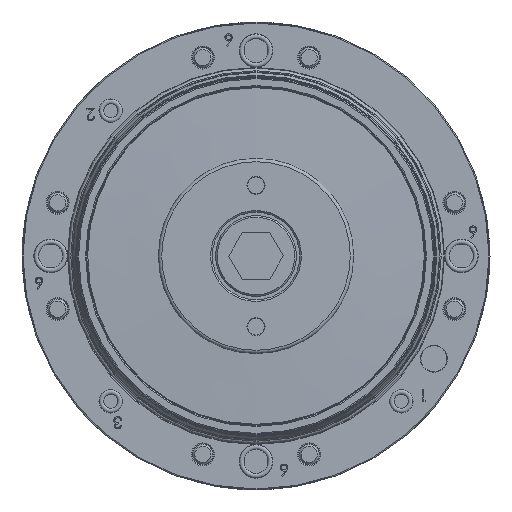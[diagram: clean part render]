
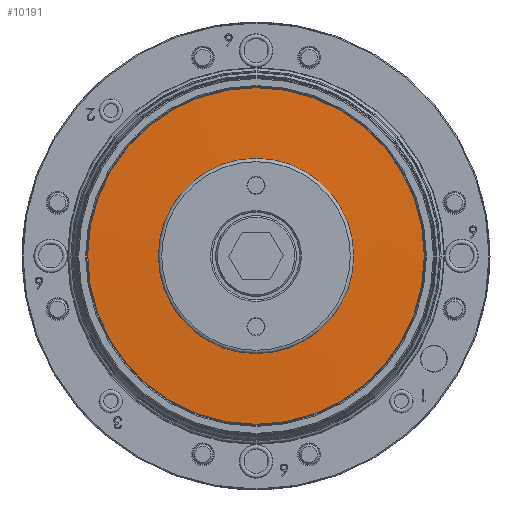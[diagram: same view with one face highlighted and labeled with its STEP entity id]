
A CAD part, front view. The second image highlights one B-rep face of the part: STEP entity #10191.
In plain terms, the highlighted conical face has half-angle 87.853 degrees and reference radius 50 mm.
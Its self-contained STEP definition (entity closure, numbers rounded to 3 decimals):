
#1782 = DIRECTION ( 'NONE',  ( 0., 1., 0. ) ) ;
#2336 = DIRECTION ( 'NONE',  ( 0., -1., 0. ) ) ;
#4424 = FACE_OUTER_BOUND ( 'NONE', #24536, .T. ) ;
#5574 = EDGE_CURVE ( 'NONE', #18129, #18129, #16020, .T. ) ;
#6655 = CIRCLE ( 'NONE', #25749, 27.965 ) ;
#7161 = AXIS2_PLACEMENT_3D ( 'NONE', #8630, #2336, #11217 ) ;
#7725 = ORIENTED_EDGE ( 'NONE', *, *, #5574, .T. ) ;
#8630 = CARTESIAN_POINT ( 'NONE',  ( 0., -81.387, 0. ) ) ;
#10191 = ADVANCED_FACE ( 'NONE', ( #4424, #22239 ), #10222, .T. ) ;
#10222 = CONICAL_SURFACE ( 'NONE', #26516, 50., 1.533 ) ;
#11217 = DIRECTION ( 'NONE',  ( -0.637, 0., 0.771 ) ) ;
#11728 = CARTESIAN_POINT ( 'NONE',  ( 0., -82.213, 27.965 ) ) ;
#13065 = CARTESIAN_POINT ( 'NONE',  ( 0., -81.387, 0. ) ) ;
#13506 = ORIENTED_EDGE ( 'NONE', *, *, #22523, .T. ) ;
#13646 = VERTEX_POINT ( 'NONE', #11728 ) ;
#16020 = CIRCLE ( 'NONE', #7161, 50. ) ;
#18129 = VERTEX_POINT ( 'NONE', #27014 ) ;
#22239 = FACE_BOUND ( 'NONE', #28320, .T. ) ;
#22523 = EDGE_CURVE ( 'NONE', #13646, #13646, #6655, .T. ) ;
#22954 = DIRECTION ( 'NONE',  ( 0., 1., 0. ) ) ;
#24113 = CARTESIAN_POINT ( 'NONE',  ( 0., -82.213, 0. ) ) ;
#24536 = EDGE_LOOP ( 'NONE', ( #7725 ) ) ;
#24561 = DIRECTION ( 'NONE',  ( 0.637, 0., -0.771 ) ) ;
#25749 = AXIS2_PLACEMENT_3D ( 'NONE', #24113, #1782, #28780 ) ;
#26516 = AXIS2_PLACEMENT_3D ( 'NONE', #13065, #22954, #24561 ) ;
#27014 = CARTESIAN_POINT ( 'NONE',  ( -31.834, -81.387, 38.556 ) ) ;
#28320 = EDGE_LOOP ( 'NONE', ( #13506 ) ) ;
#28780 = DIRECTION ( 'NONE',  ( 0., 0., 1. ) ) ;
